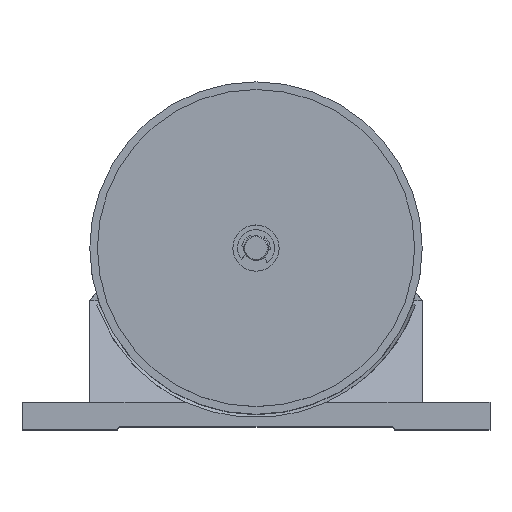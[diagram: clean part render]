
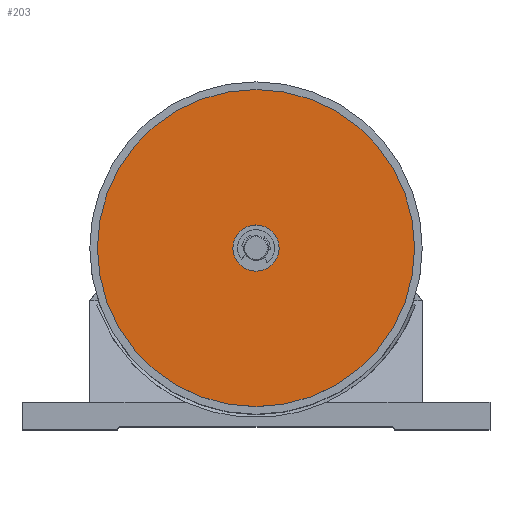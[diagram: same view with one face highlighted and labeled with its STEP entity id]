
A CAD part, top view. The second image highlights one B-rep face of the part: STEP entity #203.
In plain terms, the highlighted planar face has unit normal (0, 0, 1).
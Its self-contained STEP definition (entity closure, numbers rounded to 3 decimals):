
#203 = ADVANCED_FACE ( 'NONE', ( #3528, #1266 ), #4540, .T. ) ;
#308 = VERTEX_POINT ( 'NONE', #436 ) ;
#436 = CARTESIAN_POINT ( 'NONE',  ( 0., -51.5, 86. ) ) ;
#494 = CIRCLE ( 'NONE', #5905, 7.5 ) ;
#604 = CARTESIAN_POINT ( 'NONE',  ( 0., -7.5, 86. ) ) ;
#860 = VERTEX_POINT ( 'NONE', #3600 ) ;
#1266 = FACE_BOUND ( 'NONE', #4290, .T. ) ;
#1361 = DIRECTION ( 'NONE',  ( 0., -1., 0. ) ) ;
#1428 = CARTESIAN_POINT ( 'NONE',  ( 0., 7.5, 86. ) ) ;
#1510 = DIRECTION ( 'NONE',  ( 0., -1., 0. ) ) ;
#1565 = EDGE_CURVE ( 'NONE', #308, #860, #4380, .T. ) ;
#1826 = CIRCLE ( 'NONE', #2176, 51.5 ) ;
#1884 = ORIENTED_EDGE ( 'NONE', *, *, #1565, .T. ) ;
#2176 = AXIS2_PLACEMENT_3D ( 'NONE', #2469, #3563, #2510 ) ;
#2469 = CARTESIAN_POINT ( 'NONE',  ( 0., 0., 86. ) ) ;
#2510 = DIRECTION ( 'NONE',  ( 0., -1., 0. ) ) ;
#2513 = DIRECTION ( 'NONE',  ( 0., 0., 1. ) ) ;
#2609 = AXIS2_PLACEMENT_3D ( 'NONE', #3145, #3246, #5783 ) ;
#2744 = ORIENTED_EDGE ( 'NONE', *, *, #3786, .F. ) ;
#2758 = ORIENTED_EDGE ( 'NONE', *, *, #5790, .F. ) ;
#3055 = CARTESIAN_POINT ( 'NONE',  ( 0., 0., 86. ) ) ;
#3145 = CARTESIAN_POINT ( 'NONE',  ( 0., 0., 86. ) ) ;
#3246 = DIRECTION ( 'NONE',  ( 0., 0., 1. ) ) ;
#3528 = FACE_OUTER_BOUND ( 'NONE', #3617, .T. ) ;
#3563 = DIRECTION ( 'NONE',  ( 0., 0., 1. ) ) ;
#3600 = CARTESIAN_POINT ( 'NONE',  ( 0., 51.5, 86. ) ) ;
#3617 = EDGE_LOOP ( 'NONE', ( #5642, #1884 ) ) ;
#3786 = EDGE_CURVE ( 'NONE', #4541, #5754, #5580, .T. ) ;
#4090 = CARTESIAN_POINT ( 'NONE',  ( 0., 0., 86. ) ) ;
#4290 = EDGE_LOOP ( 'NONE', ( #2758, #2744 ) ) ;
#4380 = CIRCLE ( 'NONE', #5281, 51.5 ) ;
#4436 = CARTESIAN_POINT ( 'NONE',  ( 0., 0., 86. ) ) ;
#4540 = PLANE ( 'NONE',  #6099 ) ;
#4541 = VERTEX_POINT ( 'NONE', #604 ) ;
#5281 = AXIS2_PLACEMENT_3D ( 'NONE', #4436, #5625, #1361 ) ;
#5455 = DIRECTION ( 'NONE',  ( 0., -1., 0. ) ) ;
#5580 = CIRCLE ( 'NONE', #2609, 7.5 ) ;
#5625 = DIRECTION ( 'NONE',  ( 0., 0., 1. ) ) ;
#5642 = ORIENTED_EDGE ( 'NONE', *, *, #6670, .T. ) ;
#5754 = VERTEX_POINT ( 'NONE', #1428 ) ;
#5783 = DIRECTION ( 'NONE',  ( 0., -1., 0. ) ) ;
#5790 = EDGE_CURVE ( 'NONE', #5754, #4541, #494, .T. ) ;
#5905 = AXIS2_PLACEMENT_3D ( 'NONE', #3055, #2513, #1510 ) ;
#6099 = AXIS2_PLACEMENT_3D ( 'NONE', #4090, #6134, #5455 ) ;
#6134 = DIRECTION ( 'NONE',  ( 0., 0., 1. ) ) ;
#6670 = EDGE_CURVE ( 'NONE', #860, #308, #1826, .T. ) ;
